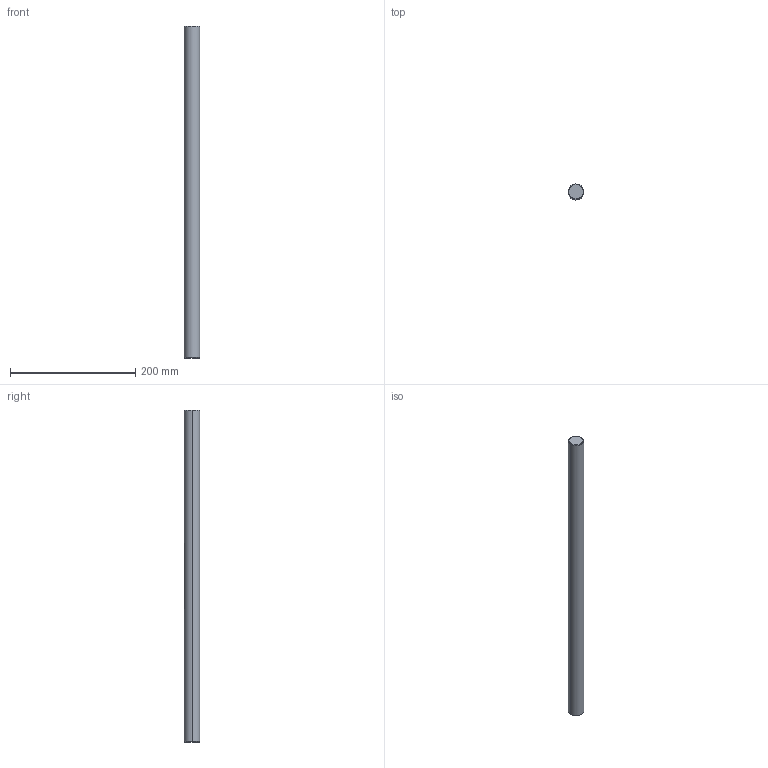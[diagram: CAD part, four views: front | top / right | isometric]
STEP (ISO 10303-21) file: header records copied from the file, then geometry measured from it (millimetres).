
FILE_DESCRIPTION (( 'STEP AP203' ), '1' );
FILE_NAME ('3751205~1.STEP', '2023-08-18T10:01:56', ( '' ), ( '' ), 'SwSTEP 2.0', 'SolidWorks 2016', '' );
FILE_SCHEMA (( 'CONFIG_CONTROL_DESIGN' ));
Length unit declared in the file: millimetre
Products named in the file (1): 3751205~1
Bounding box: 25 x 25 x 530 mm (x, y, z)
Volume: 259349 mm3; surface area: 42935.8 mm2
Topology: 1 solids, 1 shells, 12 faces, 24 edges, 13 vertices
Faces by surface type: cone 6, cylinder 4, plane 2
Entity records: 433 total; most frequent: CARTESIAN_POINT 112, DIRECTION 56, ORIENTED_EDGE 44, AXIS2_PLACEMENT_3D 23, EDGE_CURVE 22, VERTEX_POINT 13, EDGE_LOOP 13, FACE_OUTER_BOUND 12
